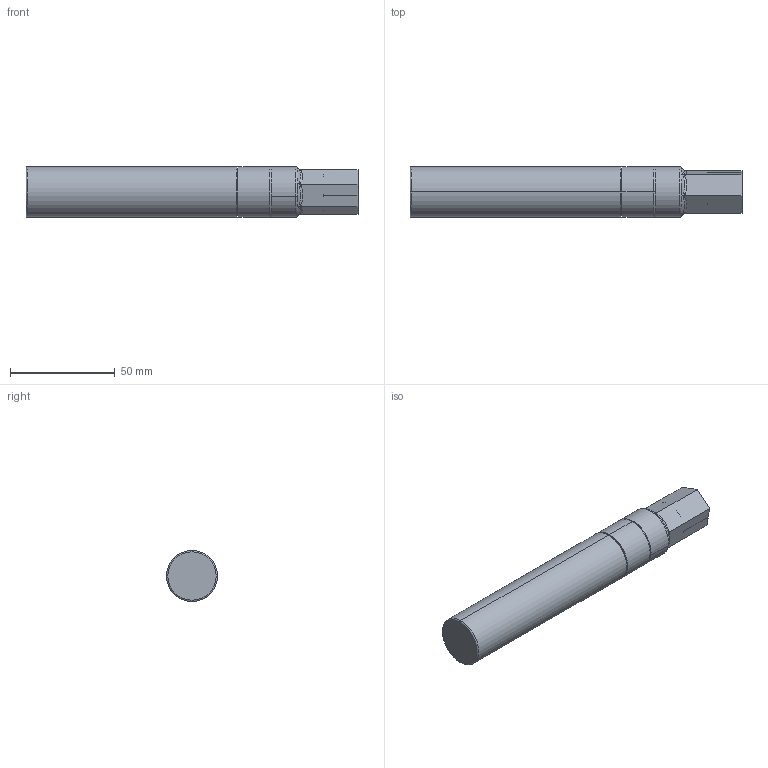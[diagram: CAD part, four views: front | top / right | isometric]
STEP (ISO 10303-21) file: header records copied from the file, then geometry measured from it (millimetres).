
FILE_DESCRIPTION (( 'STEP AP214' ), '1' );
FILE_NAME ('09-0830 to 09-0833.STEP', '2025-01-27T20:36:19', ( '' ), ( '' ), 'SwSTEP 2.0', 'SolidWorks 2023', '' );
FILE_SCHEMA (( 'AUTOMOTIVE_DESIGN' ));
Length unit declared in the file: inch
Products named in the file (3): 09-0830 to 09-0833; Paint Pen; Cap of marker
Assembly tree (2 placements, depth 2):
  09-0830 to 09-0833
    Paint Pen
    Cap of marker
Bounding box: 158.2 x 24.28 x 24.28 mm (x, y, z)
Volume: 64148.3 mm3; surface area: 18872.6 mm2
Topology: 2 solids, 2 shells, 89 faces, 202 edges, 126 vertices
Faces by surface type: torus 32, plane 25, cylinder 22, bspline 6, sphere 4
Entity records: 2964 total; most frequent: CARTESIAN_POINT 826, DIRECTION 482, ORIENTED_EDGE 404, AXIS2_PLACEMENT_3D 218, EDGE_CURVE 202, CIRCLE 130, VERTEX_POINT 126, EDGE_LOOP 98
